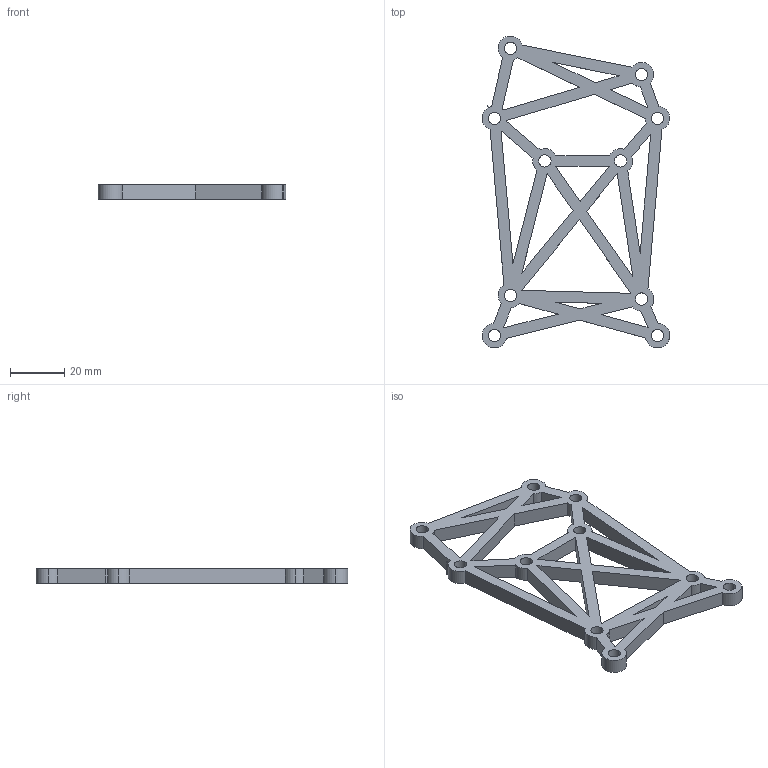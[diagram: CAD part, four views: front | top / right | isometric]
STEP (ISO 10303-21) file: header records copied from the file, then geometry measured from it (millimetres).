
FILE_DESCRIPTION (( 'STEP AP214' ), '1' );
FILE_NAME ('arduino mega mount plate.STEP', '2025-02-23T12:10:38', ( '' ), ( '' ), 'SwSTEP 2.0', 'SolidWorks 2025', '' );
FILE_SCHEMA (( 'AUTOMOTIVE_DESIGN' ));
Length unit declared in the file: millimetre
Products named in the file (1): arduino mega mount plate
Bounding box: 69 x 114.76 x 5.5 mm (x, y, z)
Volume: 16419.6 mm3; surface area: 13846.4 mm2
Topology: 1 solids, 1 shells, 105 faces, 309 edges, 206 vertices
Faces by surface type: plane 56, cylinder 49
Entity records: 3636 total; most frequent: CARTESIAN_POINT 621, DIRECTION 619, ORIENTED_EDGE 618, EDGE_CURVE 309, VECTOR 211, LINE 211, VERTEX_POINT 206, AXIS2_PLACEMENT_3D 204
